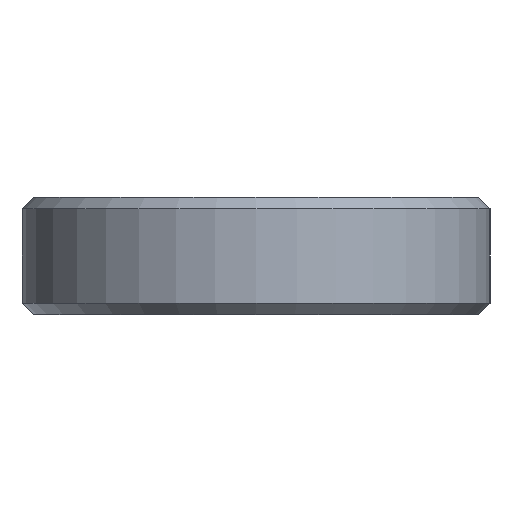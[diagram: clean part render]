
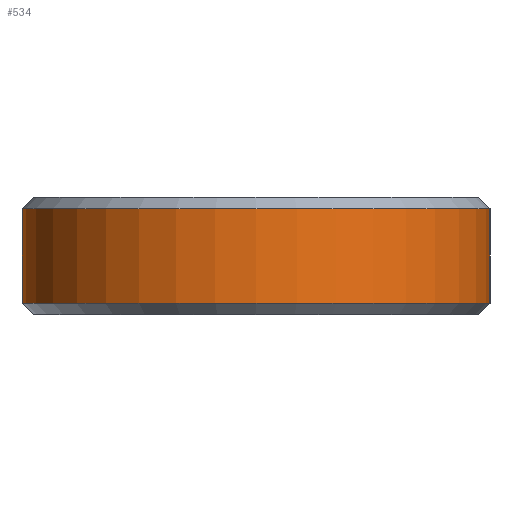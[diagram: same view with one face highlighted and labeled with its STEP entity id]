
A CAD part, left-side view. The second image highlights one B-rep face of the part: STEP entity #534.
In plain terms, the highlighted cylindrical face has radius 6.25 mm (diameter 12.5 mm), a partial arc.
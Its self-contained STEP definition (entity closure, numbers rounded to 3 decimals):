
#144 = VERTEX_POINT('',#145);
#145 = CARTESIAN_POINT('',(-18.75,-6.25,0.3));
#161 = CONICAL_SURFACE('',#162,6.25,0.785);
#162 = AXIS2_PLACEMENT_3D('',#163,#164,#165);
#163 = CARTESIAN_POINT('',(-18.75,0.,0.3));
#164 = DIRECTION('',(0.,0.,1.));
#165 = DIRECTION('',(0.,1.,0.));
#187 = PLANE('',#188);
#188 = AXIS2_PLACEMENT_3D('',#189,#190,#191);
#189 = CARTESIAN_POINT('',(18.75,-6.25,0.));
#190 = DIRECTION('',(0.,-1.,0.));
#191 = DIRECTION('',(-1.,0.,0.));
#226 = VERTEX_POINT('',#227);
#227 = CARTESIAN_POINT('',(-18.75,6.25,0.3));
#241 = PLANE('',#242);
#242 = AXIS2_PLACEMENT_3D('',#243,#244,#245);
#243 = CARTESIAN_POINT('',(18.75,6.25,0.));
#244 = DIRECTION('',(0.,-1.,0.));
#245 = DIRECTION('',(-1.,0.,0.));
#300 = EDGE_CURVE('',#226,#144,#301,.T.);
#301 = SURFACE_CURVE('',#302,(#307,#314),.PCURVE_S1.);
#302 = CIRCLE('',#303,6.25);
#303 = AXIS2_PLACEMENT_3D('',#304,#305,#306);
#304 = CARTESIAN_POINT('',(-18.75,0.,0.3));
#305 = DIRECTION('',(0.,0.,1.));
#306 = DIRECTION('',(0.,1.,0.));
#307 = PCURVE('',#161,#308);
#308 = DEFINITIONAL_REPRESENTATION('',(#309),#313);
#309 = LINE('',#310,#311);
#310 = CARTESIAN_POINT('',(0.,-0.));
#311 = VECTOR('',#312,1.);
#312 = DIRECTION('',(1.,-0.));
#313 = ( GEOMETRIC_REPRESENTATION_CONTEXT(2) 
PARAMETRIC_REPRESENTATION_CONTEXT() REPRESENTATION_CONTEXT('2D SPACE',''
  ) );
#314 = PCURVE('',#315,#320);
#315 = CYLINDRICAL_SURFACE('',#316,6.25);
#316 = AXIS2_PLACEMENT_3D('',#317,#318,#319);
#317 = CARTESIAN_POINT('',(-18.75,0.,0.));
#318 = DIRECTION('',(-0.,-0.,-1.));
#319 = DIRECTION('',(1.,0.,0.));
#320 = DEFINITIONAL_REPRESENTATION('',(#321),#325);
#321 = LINE('',#322,#323);
#322 = CARTESIAN_POINT('',(-1.571,-0.3));
#323 = VECTOR('',#324,1.);
#324 = DIRECTION('',(-1.,0.));
#325 = ( GEOMETRIC_REPRESENTATION_CONTEXT(2) 
PARAMETRIC_REPRESENTATION_CONTEXT() REPRESENTATION_CONTEXT('2D SPACE',''
  ) );
#432 = VERTEX_POINT('',#433);
#433 = CARTESIAN_POINT('',(-18.75,-6.25,2.825));
#459 = EDGE_CURVE('',#144,#432,#460,.T.);
#460 = SURFACE_CURVE('',#461,(#465,#472),.PCURVE_S1.);
#461 = LINE('',#462,#463);
#462 = CARTESIAN_POINT('',(-18.75,-6.25,0.));
#463 = VECTOR('',#464,1.);
#464 = DIRECTION('',(0.,0.,1.));
#465 = PCURVE('',#187,#466);
#466 = DEFINITIONAL_REPRESENTATION('',(#467),#471);
#467 = LINE('',#468,#469);
#468 = CARTESIAN_POINT('',(37.5,0.));
#469 = VECTOR('',#470,1.);
#470 = DIRECTION('',(0.,-1.));
#471 = ( GEOMETRIC_REPRESENTATION_CONTEXT(2) 
PARAMETRIC_REPRESENTATION_CONTEXT() REPRESENTATION_CONTEXT('2D SPACE',''
  ) );
#472 = PCURVE('',#315,#473);
#473 = DEFINITIONAL_REPRESENTATION('',(#474),#478);
#474 = LINE('',#475,#476);
#475 = CARTESIAN_POINT('',(-4.712,0.));
#476 = VECTOR('',#477,1.);
#477 = DIRECTION('',(-0.,-1.));
#478 = ( GEOMETRIC_REPRESENTATION_CONTEXT(2) 
PARAMETRIC_REPRESENTATION_CONTEXT() REPRESENTATION_CONTEXT('2D SPACE',''
  ) );
#486 = VERTEX_POINT('',#487);
#487 = CARTESIAN_POINT('',(-18.75,6.25,2.825));
#513 = EDGE_CURVE('',#226,#486,#514,.T.);
#514 = SURFACE_CURVE('',#515,(#519,#526),.PCURVE_S1.);
#515 = LINE('',#516,#517);
#516 = CARTESIAN_POINT('',(-18.75,6.25,0.));
#517 = VECTOR('',#518,1.);
#518 = DIRECTION('',(0.,0.,1.));
#519 = PCURVE('',#241,#520);
#520 = DEFINITIONAL_REPRESENTATION('',(#521),#525);
#521 = LINE('',#522,#523);
#522 = CARTESIAN_POINT('',(37.5,0.));
#523 = VECTOR('',#524,1.);
#524 = DIRECTION('',(0.,-1.));
#525 = ( GEOMETRIC_REPRESENTATION_CONTEXT(2) 
PARAMETRIC_REPRESENTATION_CONTEXT() REPRESENTATION_CONTEXT('2D SPACE',''
  ) );
#526 = PCURVE('',#315,#527);
#527 = DEFINITIONAL_REPRESENTATION('',(#528),#532);
#528 = LINE('',#529,#530);
#529 = CARTESIAN_POINT('',(-1.571,0.));
#530 = VECTOR('',#531,1.);
#531 = DIRECTION('',(-0.,-1.));
#532 = ( GEOMETRIC_REPRESENTATION_CONTEXT(2) 
PARAMETRIC_REPRESENTATION_CONTEXT() REPRESENTATION_CONTEXT('2D SPACE',''
  ) );
#534 = ADVANCED_FACE('',(#535),#315,.T.);
#535 = FACE_BOUND('',#536,.F.);
#536 = EDGE_LOOP('',(#537,#538,#565,#566));
#537 = ORIENTED_EDGE('',*,*,#513,.T.);
#538 = ORIENTED_EDGE('',*,*,#539,.T.);
#539 = EDGE_CURVE('',#486,#432,#540,.T.);
#540 = SURFACE_CURVE('',#541,(#546,#553),.PCURVE_S1.);
#541 = CIRCLE('',#542,6.25);
#542 = AXIS2_PLACEMENT_3D('',#543,#544,#545);
#543 = CARTESIAN_POINT('',(-18.75,0.,2.825));
#544 = DIRECTION('',(0.,0.,1.));
#545 = DIRECTION('',(0.,1.,0.));
#546 = PCURVE('',#315,#547);
#547 = DEFINITIONAL_REPRESENTATION('',(#548),#552);
#548 = LINE('',#549,#550);
#549 = CARTESIAN_POINT('',(-1.571,-2.825));
#550 = VECTOR('',#551,1.);
#551 = DIRECTION('',(-1.,0.));
#552 = ( GEOMETRIC_REPRESENTATION_CONTEXT(2) 
PARAMETRIC_REPRESENTATION_CONTEXT() REPRESENTATION_CONTEXT('2D SPACE',''
  ) );
#553 = PCURVE('',#554,#559);
#554 = CONICAL_SURFACE('',#555,6.25,0.785);
#555 = AXIS2_PLACEMENT_3D('',#556,#557,#558);
#556 = CARTESIAN_POINT('',(-18.75,0.,2.825));
#557 = DIRECTION('',(-0.,-0.,-1.));
#558 = DIRECTION('',(0.,1.,0.));
#559 = DEFINITIONAL_REPRESENTATION('',(#560),#564);
#560 = LINE('',#561,#562);
#561 = CARTESIAN_POINT('',(-0.,-0.));
#562 = VECTOR('',#563,1.);
#563 = DIRECTION('',(-1.,-0.));
#564 = ( GEOMETRIC_REPRESENTATION_CONTEXT(2) 
PARAMETRIC_REPRESENTATION_CONTEXT() REPRESENTATION_CONTEXT('2D SPACE',''
  ) );
#565 = ORIENTED_EDGE('',*,*,#459,.F.);
#566 = ORIENTED_EDGE('',*,*,#300,.F.);
